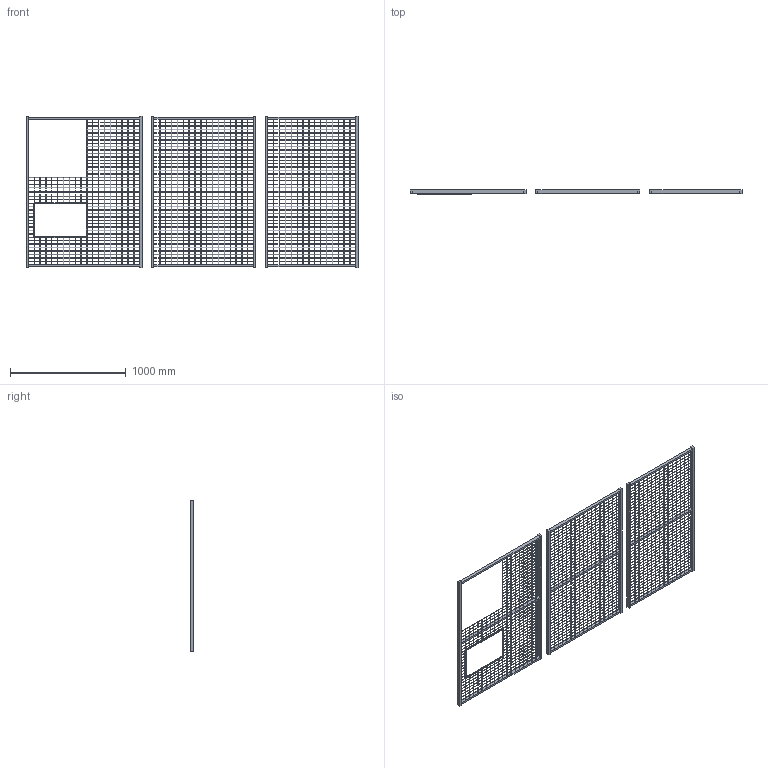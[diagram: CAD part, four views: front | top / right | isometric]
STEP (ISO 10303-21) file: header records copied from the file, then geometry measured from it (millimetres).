
FILE_DESCRIPTION(/* description */ (''),/* implementation_level */ '2;1');
FILE_NAME(/* name */ 'Fences.step',/* time_stamp */ '2022-09-15T23:22:07Z',/* author */ (''),/* organization */ (''),/* preprocessor_version */ 'ST-DEVELOPER v19',/* originating_system */ 'Autodesk Translation Framework v11.7.0.108',/* authorisation */ '');
FILE_SCHEMA (('AUTOMOTIVE_DESIGN { 1 0 10303 214 3 1 1 }'));
Length unit declared in the file: millimetre
Products named in the file (1): Fences
Bounding box: 2864.5 x 33.5 x 1306 mm (x, y, z)
Volume: 9580922.6 mm3; surface area: 2991858.6 mm2
Topology: 254 solids, 254 shells, 870 faces, 1053 edges, 692 vertices
Faces by surface type: plane 586, cylinder 268, torus 16
Full cylindrical faces by diameter (mm): 3 x241
Entity records: 17083 total; most frequent: DIRECTION 3350, CARTESIAN_POINT 2616, ORIENTED_EDGE 2106, AXIS2_PLACEMENT_3D 1426, EDGE_CURVE 1053, EDGE_LOOP 873, FACE_OUTER_BOUND 870, ADVANCED_FACE 870
